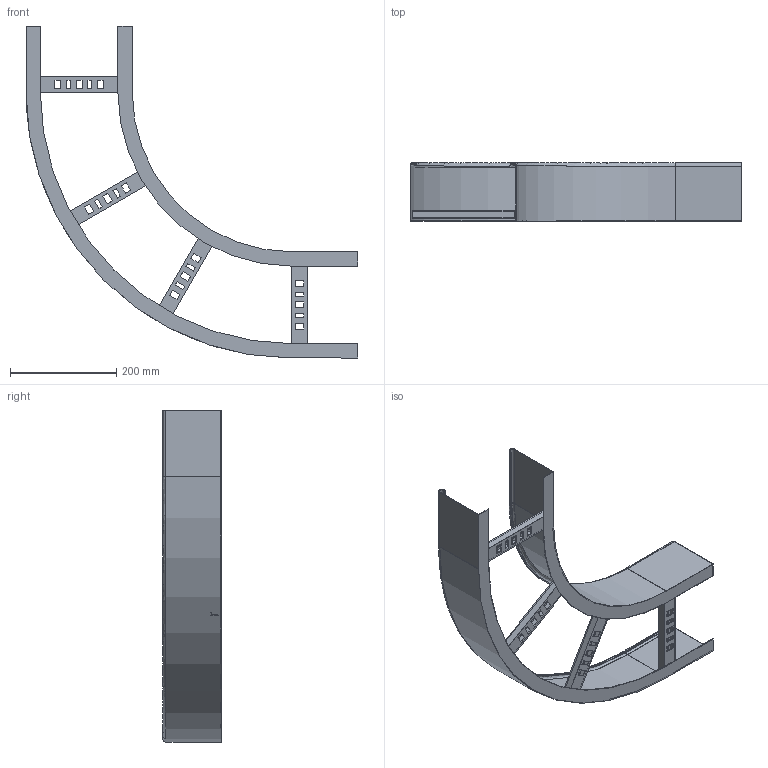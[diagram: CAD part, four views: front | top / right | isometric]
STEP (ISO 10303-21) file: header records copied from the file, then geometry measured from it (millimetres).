
FILE_DESCRIPTION (( 'STEP AP214' ), '1' );
FILE_NAME ('6225142.stp', '2017-03-22T10:51:54', ( '' ), ( '' ), 'SwSTEP 2.0', 'SolidWorks 2016', '' );
FILE_SCHEMA (( 'AUTOMOTIVE_DESIGN' ));
Length unit declared in the file: millimetre
Products named in the file (4): 079986_L=0192; 086324_Auáenholm 110xR500; 086304_Innenholm 110xR300; 6225142
Assembly tree (6 placements, depth 2):
  6225142
    086304_Innenholm 110xR300
    086324_Auáenholm 110xR500
    079986_L=0192  x4
Bounding box: 625 x 110 x 625 mm (x, y, z)
Volume: 465121.9 mm3; surface area: 630988.3 mm2
Topology: 6 solids, 6 shells, 188 faces, 512 edges, 336 vertices
Faces by surface type: plane 166, cylinder 18, bspline 4
Entity records: 3784 total; most frequent: CARTESIAN_POINT 523, ORIENTED_EDGE 448, DIRECTION 442, EDGE_CURVE 224, LINE 188, VECTOR 188, VERTEX_POINT 144, AXIS2_PLACEMENT_3D 127
